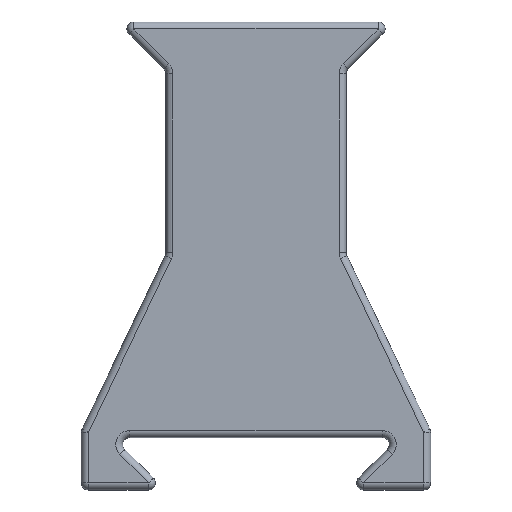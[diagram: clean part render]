
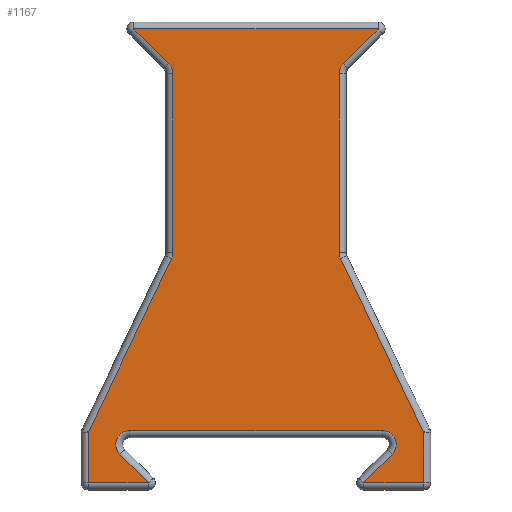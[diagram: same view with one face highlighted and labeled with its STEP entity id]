
A CAD part, top view. The second image highlights one B-rep face of the part: STEP entity #1167.
In plain terms, the highlighted planar face has unit normal (0, 0, 1).
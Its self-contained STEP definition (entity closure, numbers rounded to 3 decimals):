
#15=PLANE('',#1333);
#81=LINE('',#1783,#175);
#85=LINE('',#1801,#179);
#87=LINE('',#1811,#181);
#91=LINE('',#1838,#185);
#95=LINE('',#1863,#189);
#100=LINE('',#1884,#194);
#103=LINE('',#1912,#197);
#109=LINE('',#1949,#203);
#113=LINE('',#1969,#207);
#115=LINE('',#1972,#209);
#118=LINE('',#1976,#212);
#119=LINE('',#1978,#213);
#128=LINE('',#2006,#222);
#132=LINE('',#2017,#226);
#175=VECTOR('',#1387,10.);
#179=VECTOR('',#1407,10.);
#181=VECTOR('',#1419,10.);
#185=VECTOR('',#1449,10.);
#189=VECTOR('',#1477,10.);
#194=VECTOR('',#1500,10.);
#197=VECTOR('',#1531,10.);
#203=VECTOR('',#1571,10.);
#207=VECTOR('',#1593,10.);
#209=VECTOR('',#1597,10.);
#212=VECTOR('',#1602,10.);
#213=VECTOR('',#1605,10.);
#222=VECTOR('',#1634,10.);
#226=VECTOR('',#1646,10.);
#339=FACE_OUTER_BOUND('',#411,.T.);
#411=EDGE_LOOP('',(#949,#950,#951,#952,#953,#954,#955,#956,#957,#958,#959,
#960,#961,#962,#963,#964,#965,#966,#967,#968));
#441=CIRCLE('',#1212,4.);
#445=CIRCLE('',#1217,4.);
#470=CIRCLE('',#1266,4.);
#474=CIRCLE('',#1272,4.);
#479=CIRCLE('',#1278,4.);
#483=CIRCLE('',#1287,4.);
#493=VERTEX_POINT('',#1765);
#494=VERTEX_POINT('',#1766);
#497=VERTEX_POINT('',#1774);
#498=VERTEX_POINT('',#1775);
#506=VERTEX_POINT('',#1797);
#507=VERTEX_POINT('',#1804);
#514=VERTEX_POINT('',#1824);
#517=VERTEX_POINT('',#1831);
#523=VERTEX_POINT('',#1849);
#526=VERTEX_POINT('',#1856);
#534=VERTEX_POINT('',#1877);
#535=VERTEX_POINT('',#1879);
#538=VERTEX_POINT('',#1889);
#539=VERTEX_POINT('',#1891);
#541=VERTEX_POINT('',#1896);
#543=VERTEX_POINT('',#1900);
#548=VERTEX_POINT('',#1916);
#550=VERTEX_POINT('',#1920);
#555=VERTEX_POINT('',#1933);
#562=VERTEX_POINT('',#1953);
#597=EDGE_CURVE('',#493,#494,#441,.T.);
#601=EDGE_CURVE('',#497,#498,#445,.T.);
#605=EDGE_CURVE('',#498,#493,#81,.T.);
#614=EDGE_CURVE('',#494,#506,#85,.T.);
#619=EDGE_CURVE('',#507,#497,#87,.T.);
#632=EDGE_CURVE('',#517,#507,#91,.T.);
#644=EDGE_CURVE('',#526,#517,#95,.T.);
#652=EDGE_CURVE('',#534,#535,#470,.T.);
#655=EDGE_CURVE('',#523,#534,#100,.T.);
#658=EDGE_CURVE('',#538,#539,#474,.T.);
#663=EDGE_CURVE('',#543,#541,#479,.T.);
#668=EDGE_CURVE('',#535,#543,#103,.T.);
#673=EDGE_CURVE('',#550,#548,#483,.T.);
#686=EDGE_CURVE('',#541,#555,#109,.T.);
#696=EDGE_CURVE('',#555,#562,#113,.T.);
#698=EDGE_CURVE('',#562,#550,#115,.T.);
#701=EDGE_CURVE('',#548,#538,#118,.T.);
#702=EDGE_CURVE('',#539,#526,#119,.T.);
#717=EDGE_CURVE('',#514,#523,#128,.T.);
#723=EDGE_CURVE('',#506,#514,#132,.T.);
#949=ORIENTED_EDGE('',*,*,#597,.F.);
#950=ORIENTED_EDGE('',*,*,#605,.F.);
#951=ORIENTED_EDGE('',*,*,#601,.F.);
#952=ORIENTED_EDGE('',*,*,#619,.F.);
#953=ORIENTED_EDGE('',*,*,#632,.F.);
#954=ORIENTED_EDGE('',*,*,#644,.F.);
#955=ORIENTED_EDGE('',*,*,#702,.F.);
#956=ORIENTED_EDGE('',*,*,#658,.F.);
#957=ORIENTED_EDGE('',*,*,#701,.F.);
#958=ORIENTED_EDGE('',*,*,#673,.F.);
#959=ORIENTED_EDGE('',*,*,#698,.F.);
#960=ORIENTED_EDGE('',*,*,#696,.F.);
#961=ORIENTED_EDGE('',*,*,#686,.F.);
#962=ORIENTED_EDGE('',*,*,#663,.F.);
#963=ORIENTED_EDGE('',*,*,#668,.F.);
#964=ORIENTED_EDGE('',*,*,#652,.F.);
#965=ORIENTED_EDGE('',*,*,#655,.F.);
#966=ORIENTED_EDGE('',*,*,#717,.F.);
#967=ORIENTED_EDGE('',*,*,#723,.F.);
#968=ORIENTED_EDGE('',*,*,#614,.F.);
#1167=ADVANCED_FACE('',(#339),#15,.T.);
#1212=AXIS2_PLACEMENT_3D('',#1767,#1367,#1368);
#1217=AXIS2_PLACEMENT_3D('',#1776,#1377,#1378);
#1266=AXIS2_PLACEMENT_3D('',#1880,#1493,#1494);
#1272=AXIS2_PLACEMENT_3D('',#1892,#1507,#1508);
#1278=AXIS2_PLACEMENT_3D('',#1902,#1519,#1520);
#1287=AXIS2_PLACEMENT_3D('',#1922,#1541,#1542);
#1333=AXIS2_PLACEMENT_3D('',#2036,#1665,#1666);
#1367=DIRECTION('center_axis',(0.,0.,1.));
#1368=DIRECTION('ref_axis',(-0.924,0.383,0.));
#1377=DIRECTION('center_axis',(0.,0.,1.));
#1378=DIRECTION('ref_axis',(0.924,0.383,0.));
#1387=DIRECTION('',(-1.,0.,0.));
#1407=DIRECTION('',(0.707,-0.707,0.));
#1419=DIRECTION('',(0.707,0.707,0.));
#1449=DIRECTION('',(-1.,0.,0.));
#1477=DIRECTION('',(0.,-1.,0.));
#1493=DIRECTION('center_axis',(0.,0.,1.));
#1494=DIRECTION('ref_axis',(0.975,-0.222,0.));
#1500=DIRECTION('',(0.432,0.902,0.));
#1507=DIRECTION('center_axis',(0.,0.,1.));
#1508=DIRECTION('ref_axis',(-0.975,-0.222,0.));
#1519=DIRECTION('center_axis',(0.,0.,1.));
#1520=DIRECTION('ref_axis',(0.924,0.383,0.));
#1531=DIRECTION('',(0.,1.,0.));
#1541=DIRECTION('center_axis',(0.,0.,1.));
#1542=DIRECTION('ref_axis',(-0.924,0.383,0.));
#1571=DIRECTION('',(-0.707,0.707,0.));
#1593=DIRECTION('',(1.,0.,0.));
#1597=DIRECTION('',(-0.707,-0.707,0.));
#1602=DIRECTION('',(0.,-1.,0.));
#1605=DIRECTION('',(0.432,-0.902,0.));
#1634=DIRECTION('',(0.,1.,0.));
#1646=DIRECTION('',(-1.,0.,0.));
#1665=DIRECTION('center_axis',(0.,0.,1.));
#1666=DIRECTION('ref_axis',(1.,0.,0.));
#1765=CARTESIAN_POINT('',(-36.172,-102.5,5.));
#1766=CARTESIAN_POINT('',(-39.,-109.328,5.));
#1767=CARTESIAN_POINT('Origin',(-36.172,-106.5,5.));
#1774=CARTESIAN_POINT('',(39.,-109.328,5.));
#1775=CARTESIAN_POINT('',(36.172,-102.5,5.));
#1776=CARTESIAN_POINT('Origin',(36.172,-106.5,5.));
#1783=CARTESIAN_POINT('',(-12.896,-102.5,5.));
#1797=CARTESIAN_POINT('',(-30.828,-117.5,5.));
#1801=CARTESIAN_POINT('',(-60.164,-88.164,5.));
#1804=CARTESIAN_POINT('',(30.828,-117.5,5.));
#1811=CARTESIAN_POINT('',(52.664,-95.664,5.));
#1824=CARTESIAN_POINT('',(-48.,-117.5,5.));
#1831=CARTESIAN_POINT('',(48.,-117.5,5.));
#1838=CARTESIAN_POINT('',(25.,-117.5,5.));
#1849=CARTESIAN_POINT('',(-48.,-102.955,5.));
#1856=CARTESIAN_POINT('',(48.,-102.955,5.));
#1863=CARTESIAN_POINT('',(48.,-47.5,5.));
#1877=CARTESIAN_POINT('',(-24.186,-53.274,5.));
#1879=CARTESIAN_POINT('',(-23.793,-51.545,5.));
#1880=CARTESIAN_POINT('Origin',(-27.793,-51.545,5.));
#1884=CARTESIAN_POINT('',(-22.087,-48.896,5.));
#1889=CARTESIAN_POINT('',(23.793,-51.545,5.));
#1891=CARTESIAN_POINT('',(24.186,-53.274,5.));
#1892=CARTESIAN_POINT('Origin',(27.793,-51.545,5.));
#1896=CARTESIAN_POINT('',(-24.964,2.5,5.));
#1900=CARTESIAN_POINT('',(-23.793,-0.328,5.));
#1902=CARTESIAN_POINT('Origin',(-27.793,-0.328,5.));
#1912=CARTESIAN_POINT('',(-23.793,4.,5.));
#1916=CARTESIAN_POINT('',(23.793,-0.328,5.));
#1920=CARTESIAN_POINT('',(24.964,2.5,5.));
#1922=CARTESIAN_POINT('Origin',(27.793,-0.328,5.));
#1933=CARTESIAN_POINT('',(-34.964,12.5,5.));
#1949=CARTESIAN_POINT('',(-26.68,4.216,5.));
#1953=CARTESIAN_POINT('',(34.964,12.5,5.));
#1969=CARTESIAN_POINT('',(19.896,12.5,5.));
#1972=CARTESIAN_POINT('',(19.68,-2.784,5.));
#1976=CARTESIAN_POINT('',(23.793,4.,5.));
#1978=CARTESIAN_POINT('',(9.984,-23.646,5.));
#2006=CARTESIAN_POINT('',(-48.,-56.,5.));
#2017=CARTESIAN_POINT('',(-13.,-117.5,5.));
#2036=CARTESIAN_POINT('Origin',(0.,7.5,5.));
